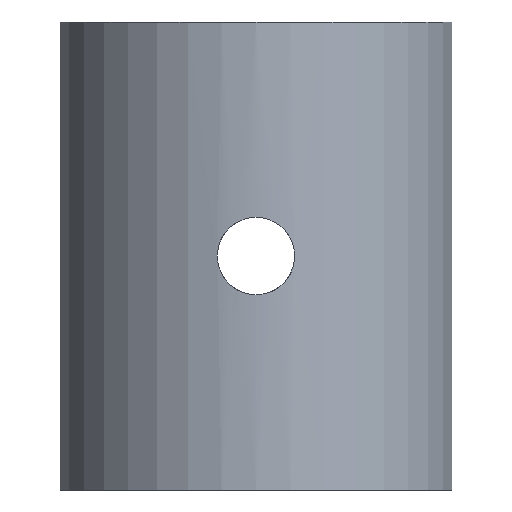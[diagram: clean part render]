
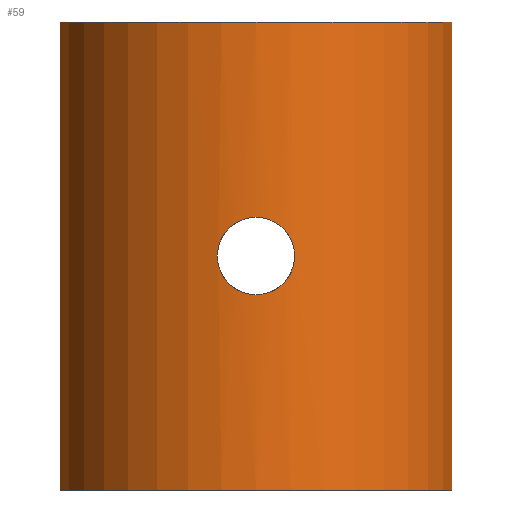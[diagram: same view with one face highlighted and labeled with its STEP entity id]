
A CAD part, front view. The second image highlights one B-rep face of the part: STEP entity #59.
In plain terms, the highlighted cylindrical face has radius 8.5 mm (diameter 17 mm), a partial arc.
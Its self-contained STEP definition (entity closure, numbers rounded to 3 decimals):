
#11 = ORIENTED_EDGE ( 'NONE', *, *, #182, .T. ) ;
#16 = CARTESIAN_POINT ( 'NONE',  ( 1.006, -8.441, 11.312 ) ) ;
#17 = CARTESIAN_POINT ( 'NONE',  ( 0., 0., 20. ) ) ;
#20 = CARTESIAN_POINT ( 'NONE',  ( 1.09, -8.43, 8.756 ) ) ;
#21 = CARTESIAN_POINT ( 'NONE',  ( -0.219, -8.5, 11.65 ) ) ;
#22 = CARTESIAN_POINT ( 'NONE',  ( -0.83, -8.462, 8.558 ) ) ;
#25 = AXIS2_PLACEMENT_3D ( 'NONE', #78, #56, #144 ) ;
#31 = VERTEX_POINT ( 'NONE', #143 ) ;
#39 = CARTESIAN_POINT ( 'NONE',  ( -8.367, -1.5, 20. ) ) ;
#41 = CARTESIAN_POINT ( 'NONE',  ( 1.566, -8.355, 9.468 ) ) ;
#42 = CARTESIAN_POINT ( 'NONE',  ( 0., 0., 0. ) ) ;
#43 = DIRECTION ( 'NONE',  ( 1., 0., 0. ) ) ;
#51 = ORIENTED_EDGE ( 'NONE', *, *, #154, .F. ) ;
#53 = FACE_BOUND ( 'NONE', #247, .T. ) ;
#56 = DIRECTION ( 'NONE',  ( 0., 0., -1. ) ) ;
#59 = ADVANCED_FACE ( 'NONE', ( #53, #277 ), #229, .T. ) ;
#60 = CARTESIAN_POINT ( 'NONE',  ( -1.432, -8.379, 10.826 ) ) ;
#61 = CARTESIAN_POINT ( 'NONE',  ( 0.733, -8.469, 11.482 ) ) ;
#62 = CARTESIAN_POINT ( 'NONE',  ( -1.312, -8.398, 8.993 ) ) ;
#63 = CARTESIAN_POINT ( 'NONE',  ( 1.319, -8.398, 11.015 ) ) ;
#64 = CARTESIAN_POINT ( 'NONE',  ( -1.65, -8.338, 10.108 ) ) ;
#66 = CIRCLE ( 'NONE', #265, 8.5 ) ;
#71 = VERTEX_POINT ( 'NONE', #274 ) ;
#78 = CARTESIAN_POINT ( 'NONE',  ( 0., 0., 20. ) ) ;
#79 = ORIENTED_EDGE ( 'NONE', *, *, #192, .T. ) ;
#80 = CARTESIAN_POINT ( 'NONE',  ( 0., -8.5, 8.35 ) ) ;
#81 = CARTESIAN_POINT ( 'NONE',  ( -1.639, -8.34, 10.215 ) ) ;
#82 = DIRECTION ( 'NONE',  ( 1., 0., 0. ) ) ;
#83 = CARTESIAN_POINT ( 'NONE',  ( 0., -8.5, 11.65 ) ) ;
#85 = CARTESIAN_POINT ( 'NONE',  ( -1.607, -8.347, 9.567 ) ) ;
#104 = CARTESIAN_POINT ( 'NONE',  ( 0.217, -8.498, 11.639 ) ) ;
#105 = CARTESIAN_POINT ( 'NONE',  ( 0.532, -8.484, 8.434 ) ) ;
#106 = CARTESIAN_POINT ( 'NONE',  ( 0., -8.5, 11.65 ) ) ;
#107 = CARTESIAN_POINT ( 'NONE',  ( -0.433, -8.491, 8.393 ) ) ;
#108 = AXIS2_PLACEMENT_3D ( 'NONE', #17, #129, #43 ) ;
#109 = CIRCLE ( 'NONE', #108, 8.5 ) ;
#113 = ORIENTED_EDGE ( 'NONE', *, *, #173, .T. ) ;
#116 = EDGE_CURVE ( 'NONE', #31, #167, #146, .T. ) ;
#122 = CARTESIAN_POINT ( 'NONE',  ( -1.597, -8.349, 10.427 ) ) ;
#123 = CARTESIAN_POINT ( 'NONE',  ( -0.216, -8.5, 8.35 ) ) ;
#125 = CARTESIAN_POINT ( 'NONE',  ( 1.442, -8.377, 10.831 ) ) ;
#128 = CARTESIAN_POINT ( 'NONE',  ( 0.108, -8.5, 8.35 ) ) ;
#129 = DIRECTION ( 'NONE',  ( 0., 0., 1. ) ) ;
#137 = VERTEX_POINT ( 'NONE', #189 ) ;
#143 = CARTESIAN_POINT ( 'NONE',  ( 8.367, -1.5, 20. ) ) ;
#144 = DIRECTION ( 'NONE',  ( -1., 0., 0. ) ) ;
#145 = EDGE_CURVE ( 'NONE', #205, #71, #284, .T. ) ;
#146 = LINE ( 'NONE', #278, #286 ) ;
#148 = CARTESIAN_POINT ( 'NONE',  ( 1.65, -8.338, 10.216 ) ) ;
#149 = CARTESIAN_POINT ( 'NONE',  ( 1.32, -8.398, 8.987 ) ) ;
#150 = CARTESIAN_POINT ( 'NONE',  ( -1.313, -8.398, 11.006 ) ) ;
#152 = CARTESIAN_POINT ( 'NONE',  ( 1.606, -8.347, 10.434 ) ) ;
#153 = CARTESIAN_POINT ( 'NONE',  ( 0.732, -8.469, 8.517 ) ) ;
#154 = EDGE_CURVE ( 'NONE', #137, #31, #109, .T. ) ;
#164 = VERTEX_POINT ( 'NONE', #176 ) ;
#167 = VERTEX_POINT ( 'NONE', #214 ) ;
#170 = B_SPLINE_CURVE_WITH_KNOTS ( 'NONE', 3,
 ( #256, #123, #107, #22, #195, #238, #62, #196, #257, #85, #172, #64, #81, #122, #209, #283, #60, #150, #211, #174, #255, #235, #21, #106 ),
 .UNSPECIFIED., .F., .F.,
 ( 4, 2, 2, 2, 2, 2, 2, 2, 2, 2, 2, 4 ),
 ( 0.005, 0.006, 0.006, 0.007, 0.007, 0.008, 0.008, 0.008, 0.009, 0.009, 0.01, 0.01 ),
 .UNSPECIFIED. ) ;
#171 = DIRECTION ( 'NONE',  ( 0., 0., -1. ) ) ;
#172 = CARTESIAN_POINT ( 'NONE',  ( -1.65, -8.338, 9.781 ) ) ;
#173 = EDGE_CURVE ( 'NONE', #164, #167, #66, .T. ) ;
#174 = CARTESIAN_POINT ( 'NONE',  ( -1.016, -8.44, 11.318 ) ) ;
#175 = LINE ( 'NONE', #39, #253 ) ;
#176 = CARTESIAN_POINT ( 'NONE',  ( -8.367, -1.5, 0. ) ) ;
#178 = CARTESIAN_POINT ( 'NONE',  ( 0.429, -8.49, 8.403 ) ) ;
#182 = EDGE_CURVE ( 'NONE', #137, #164, #175, .T. ) ;
#187 = EDGE_LOOP ( 'NONE', ( #113, #230, #51, #11 ) ) ;
#189 = CARTESIAN_POINT ( 'NONE',  ( -8.367, -1.5, 20. ) ) ;
#190 = ORIENTED_EDGE ( 'NONE', *, *, #145, .T. ) ;
#192 = EDGE_CURVE ( 'NONE', #71, #205, #170, .T. ) ;
#195 = CARTESIAN_POINT ( 'NONE',  ( -1.014, -8.441, 8.681 ) ) ;
#196 = CARTESIAN_POINT ( 'NONE',  ( -1.431, -8.379, 9.172 ) ) ;
#197 = CARTESIAN_POINT ( 'NONE',  ( 1.597, -8.349, 9.571 ) ) ;
#198 = CARTESIAN_POINT ( 'NONE',  ( 0.828, -8.46, 8.569 ) ) ;
#199 = CARTESIAN_POINT ( 'NONE',  ( 1.639, -8.34, 9.783 ) ) ;
#205 = VERTEX_POINT ( 'NONE', #83 ) ;
#209 = CARTESIAN_POINT ( 'NONE',  ( -1.566, -8.355, 10.532 ) ) ;
#211 = CARTESIAN_POINT ( 'NONE',  ( -1.243, -8.409, 11.09 ) ) ;
#212 = CARTESIAN_POINT ( 'NONE',  ( 1.091, -8.43, 11.242 ) ) ;
#214 = CARTESIAN_POINT ( 'NONE',  ( 8.367, -1.5, 0. ) ) ;
#215 = DIRECTION ( 'NONE',  ( 0., 0., -1. ) ) ;
#229 = CYLINDRICAL_SURFACE ( 'NONE', #25, 8.5 ) ;
#230 = ORIENTED_EDGE ( 'NONE', *, *, #116, .F. ) ;
#232 = CARTESIAN_POINT ( 'NONE',  ( 0.109, -8.5, 11.65 ) ) ;
#233 = CARTESIAN_POINT ( 'NONE',  ( 0.533, -8.484, 11.565 ) ) ;
#235 = CARTESIAN_POINT ( 'NONE',  ( -0.436, -8.491, 11.606 ) ) ;
#237 = CARTESIAN_POINT ( 'NONE',  ( 0.428, -8.49, 11.597 ) ) ;
#238 = CARTESIAN_POINT ( 'NONE',  ( -1.242, -8.409, 8.909 ) ) ;
#247 = EDGE_LOOP ( 'NONE', ( #190, #79 ) ) ;
#253 = VECTOR ( 'NONE', #215, 1000. ) ;
#254 = CARTESIAN_POINT ( 'NONE',  ( 1.441, -8.377, 9.168 ) ) ;
#255 = CARTESIAN_POINT ( 'NONE',  ( -0.832, -8.461, 11.441 ) ) ;
#256 = CARTESIAN_POINT ( 'NONE',  ( 0., -8.5, 8.35 ) ) ;
#257 = CARTESIAN_POINT ( 'NONE',  ( -1.482, -8.37, 9.267 ) ) ;
#259 = CARTESIAN_POINT ( 'NONE',  ( 1.007, -8.441, 8.688 ) ) ;
#265 = AXIS2_PLACEMENT_3D ( 'NONE', #42, #282, #82 ) ;
#271 = CARTESIAN_POINT ( 'NONE',  ( 0., -8.5, 11.65 ) ) ;
#274 = CARTESIAN_POINT ( 'NONE',  ( 0., -8.5, 8.35 ) ) ;
#277 = FACE_OUTER_BOUND ( 'NONE', #187, .T. ) ;
#278 = CARTESIAN_POINT ( 'NONE',  ( 8.367, -1.5, 20. ) ) ;
#280 = CARTESIAN_POINT ( 'NONE',  ( 0.827, -8.46, 11.432 ) ) ;
#281 = CARTESIAN_POINT ( 'NONE',  ( 1.65, -8.338, 9.893 ) ) ;
#282 = DIRECTION ( 'NONE',  ( 0., 0., 1. ) ) ;
#283 = CARTESIAN_POINT ( 'NONE',  ( -1.483, -8.37, 10.731 ) ) ;
#284 = B_SPLINE_CURVE_WITH_KNOTS ( 'NONE', 3,
 ( #271, #232, #104, #237, #233, #61, #280, #16, #212, #63, #125, #152, #148, #281, #199, #197, #41, #254, #149, #20, #259, #198, #153, #105, #178, #285, #128, #80 ),
 .UNSPECIFIED., .F., .F.,
 ( 4, 2, 2, 2, 2, 2, 2, 2, 2, 2, 2, 2, 2, 4 ),
 ( 0., 0., 0.001, 0.001, 0.001, 0.002, 0.003, 0.003, 0.003, 0.004, 0.004, 0.005, 0.005, 0.005 ),
 .UNSPECIFIED. ) ;
#285 = CARTESIAN_POINT ( 'NONE',  ( 0.217, -8.498, 8.361 ) ) ;
#286 = VECTOR ( 'NONE', #171, 1000. ) ;
